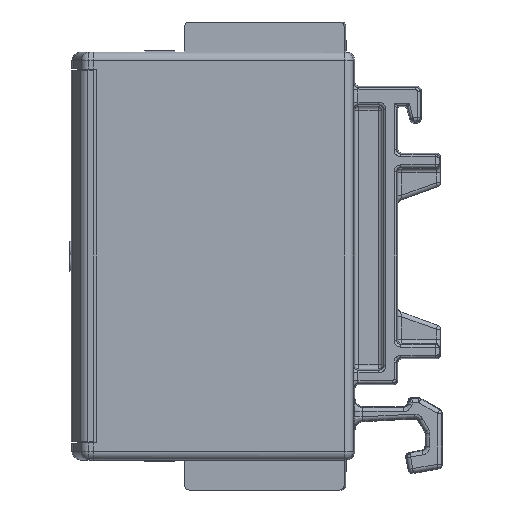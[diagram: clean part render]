
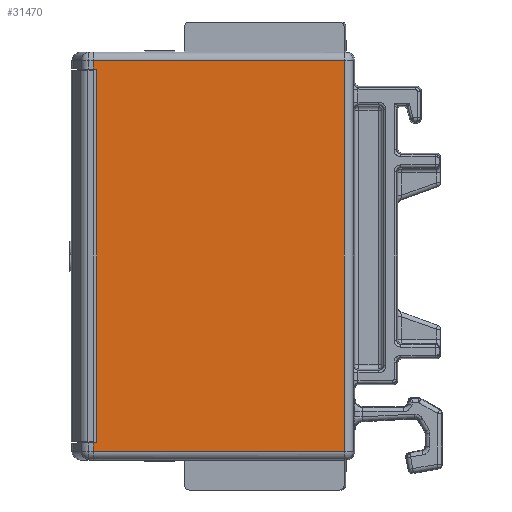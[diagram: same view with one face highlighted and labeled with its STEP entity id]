
A CAD part, left-side view. The second image highlights one B-rep face of the part: STEP entity #31470.
In plain terms, the highlighted planar face has unit normal (-1, 0, 0).
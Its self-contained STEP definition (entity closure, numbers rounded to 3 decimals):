
#26010=CARTESIAN_POINT('',(-24.6,1.206,-22.8));
#26020=VERTEX_POINT('',#26010);
#26550=CARTESIAN_POINT('',(-24.6,30.5,-22.8));
#26560=VERTEX_POINT('',#26550);
#26590=CARTESIAN_POINT('',(-24.6,1.206,-22.8));
#26600=DIRECTION('',(0.,1.,0.));
#26610=VECTOR('',#26600,1.);
#26620=LINE('',#26590,#26610);
#26630=EDGE_CURVE('',#26020,#26560,#26620,.T.);
#30150=CARTESIAN_POINT('',(-24.6,1.206,22.8));
#30160=VERTEX_POINT('',#30150);
#30340=CARTESIAN_POINT('',(-24.6,30.5,22.8));
#30350=DIRECTION('',(0.,-1.,0.));
#30360=VECTOR('',#30350,1.);
#30370=LINE('',#30340,#30360);
#30380=CARTESIAN_POINT('',(-24.6,30.5,22.8));
#30390=VERTEX_POINT('',#30380);
#30400=EDGE_CURVE('',#30390,#30160,#30370,.T.);
#30820=CARTESIAN_POINT('',(-24.6,0.,0.));
#30830=DIRECTION('',(-1.,0.,0.));
#30840=DIRECTION('',(0.,0.,1.));
#30850=AXIS2_PLACEMENT_3D('',#30820,#30830,#30840);
#30860=PLANE('',#30850);
#30870=CARTESIAN_POINT('',(-24.6,30.5,-22.8));
#30880=DIRECTION('',(0.,0.,1.));
#30890=VECTOR('',#30880,1.);
#30900=LINE('',#30870,#30890);
#30910=CARTESIAN_POINT('',(-24.6,30.5,-21.8));
#30920=VERTEX_POINT('',#30910);
#30930=EDGE_CURVE('',#26560,#30920,#30900,.T.);
#30940=ORIENTED_EDGE('',*,*,#30930,.F.);
#30950=CARTESIAN_POINT('',(-24.6,30.5,-21.8));
#30960=DIRECTION('',(0.,0.,1.));
#30970=VECTOR('',#30960,1.);
#30980=LINE('',#30950,#30970);
#30990=CARTESIAN_POINT('',(-24.603,30.5,-21.701));
#31000=VERTEX_POINT('',#30990);
#31010=EDGE_CURVE('',#30920,#31000,#30980,.T.);
#31020=ORIENTED_EDGE('',*,*,#31010,.F.);
#31030=CARTESIAN_POINT('',(-24.6,0.,-21.967));
#31040=DIRECTION('',(0.,1.,
0.009));
#31050=VECTOR('',#31040,1.);
#31060=LINE('',#31030,#31050);
#31070=CARTESIAN_POINT('',(-24.6,30.1,-21.704));
#31080=VERTEX_POINT('',#31070);
#31090=EDGE_CURVE('',#31080,#31000,#31060,.T.);
#31100=ORIENTED_EDGE('',*,*,#31090,.T.);
#31110=CARTESIAN_POINT('',(-24.6,30.1,0.));
#31120=DIRECTION('',(0.,0.,1.));
#31130=VECTOR('',#31120,1.);
#31140=LINE('',#31110,#31130);
#31150=CARTESIAN_POINT('',(-24.6,30.1,21.704));
#31160=VERTEX_POINT('',#31150);
#31170=EDGE_CURVE('',#31080,#31160,#31140,.T.);
#31180=ORIENTED_EDGE('',*,*,#31170,.F.);
#31190=CARTESIAN_POINT('',(-24.6,0.,21.967));
#31200=DIRECTION('',(0.,1.,
-0.009));
#31210=VECTOR('',#31200,1.);
#31220=LINE('',#31190,#31210);
#31230=CARTESIAN_POINT('',(-24.603,30.5,21.701));
#31240=VERTEX_POINT('',#31230);
#31250=EDGE_CURVE('',#31160,#31240,#31220,.T.);
#31260=ORIENTED_EDGE('',*,*,#31250,.F.);
#31270=CARTESIAN_POINT('',(-24.6,30.5,21.8));
#31280=VERTEX_POINT('',#31270);
#31290=EDGE_CURVE('',#31240,#31280,#30980,.T.);
#31300=ORIENTED_EDGE('',*,*,#31290,.F.);
#31310=CARTESIAN_POINT('',(-24.6,30.5,21.8));
#31320=DIRECTION('',(0.,0.,1.));
#31330=VECTOR('',#31320,1.);
#31340=LINE('',#31310,#31330);
#31350=EDGE_CURVE('',#31280,#30390,#31340,.T.);
#31360=ORIENTED_EDGE('',*,*,#31350,.F.);
#31370=ORIENTED_EDGE('',*,*,#30400,.F.);
#31380=CARTESIAN_POINT('',(-24.6,1.206,22.8));
#31390=DIRECTION('',(0.,0.,-1.));
#31400=VECTOR('',#31390,1.);
#31410=LINE('',#31380,#31400);
#31420=EDGE_CURVE('',#30160,#26020,#31410,.T.);
#31430=ORIENTED_EDGE('',*,*,#31420,.F.);
#31440=ORIENTED_EDGE('',*,*,#26630,.F.);
#31450=EDGE_LOOP('',(#31440,#31430,#31370,#31360,#31300,#31260,#31180,
#31100,#31020,#30940));
#31460=FACE_OUTER_BOUND('',#31450,.T.);
#31470=ADVANCED_FACE('',(#31460),#30860,.T.);
